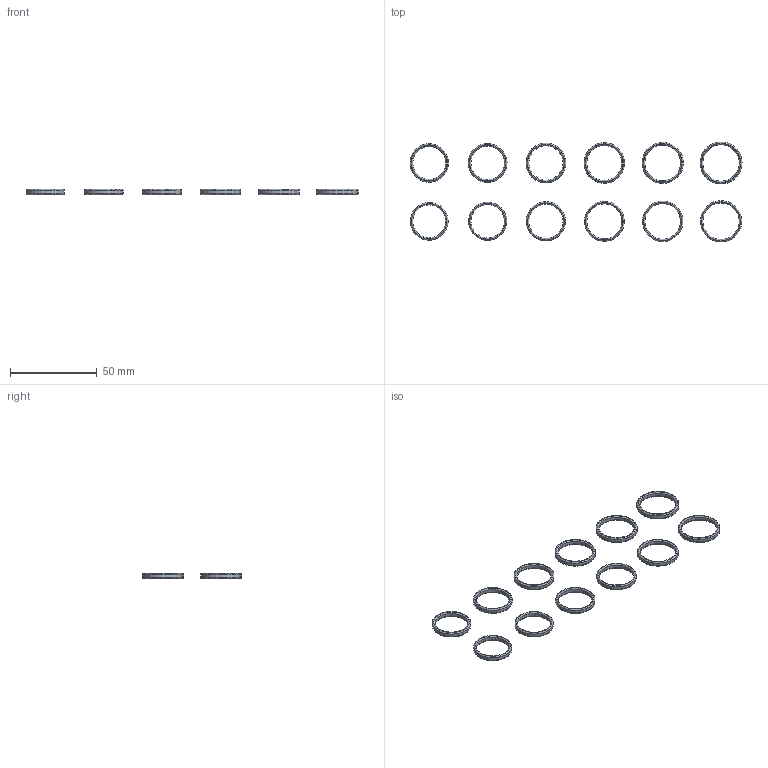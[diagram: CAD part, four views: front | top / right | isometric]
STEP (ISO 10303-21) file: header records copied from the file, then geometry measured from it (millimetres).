
FILE_DESCRIPTION(('Open CASCADE Model'),'2;1');
FILE_NAME('Open CASCADE Shape Model','2024-02-19T16:41:26',('Author'),( 'Open CASCADE'),'Open CASCADE STEP processor 7.7','Open CASCADE 7.7' ,'Unknown');
FILE_SCHEMA(('AUTOMOTIVE_DESIGN { 1 0 10303 214 1 1 1 1 }'));
Length unit declared in the file: millimetre
Products named in the file (13): Open CASCADE STEP translator 7.7 1; Open CASCADE STEP translator 7.7 1.1; Open CASCADE STEP translator 7.7 1.2; Open CASCADE STEP translator 7.7 1.3; Open CASCADE STEP translator 7.7 1.4; Open CASCADE STEP translator 7.7 1.5; Open CASCADE STEP translator 7.7 1.6; Open CASCADE STEP translator 7.7 1.7; Open CASCADE STEP translator 7.7 1.8; Open CASCADE STEP translator 7.7 1.9; Open CASCADE STEP translator 7.7 1.10; Open CASCADE STEP translator 7.7 1.11; Open CASCADE STEP translator 7.7 1.12
Assembly tree (12 placements, depth 2):
  Open CASCADE STEP translator 7.7 1
    Open CASCADE STEP translator 7.7 1.1
    Open CASCADE STEP translator 7.7 1.2
    Open CASCADE STEP translator 7.7 1.3
    Open CASCADE STEP translator 7.7 1.4
    Open CASCADE STEP translator 7.7 1.5
    Open CASCADE STEP translator 7.7 1.6
    Open CASCADE STEP translator 7.7 1.7
    Open CASCADE STEP translator 7.7 1.8
    Open CASCADE STEP translator 7.7 1.9
    Open CASCADE STEP translator 7.7 1.10
    Open CASCADE STEP translator 7.7 1.11
    Open CASCADE STEP translator 7.7 1.12
Bounding box: 191.7 x 57.7 x 3 mm (x, y, z)
Volume: 3350.7 mm3; surface area: 6383.6 mm2
Topology: 12 solids, 12 shells, 96 faces, 168 edges, 96 vertices
Faces by surface type: torus 48, cylinder 24, plane 24
Full cylindrical faces by diameter (mm): 19 x2, 19.25 x2, 19.8 x2, 20.2 x2, 20.6 x2, 21 x2, 21.8 x1, 22.05 x1, 22.2 x1, 22.45 x1, 22.6 x1, 23 x2, 23.4 x2, 23.8 x2, 24.2 x1
Entity records: 4672 total; most frequent: CARTESIAN_POINT 805, DIRECTION 770, ORIENTED_EDGE 336, PCURVE 336, DEFINITIONAL_REPRESENTATION 336, AXIS2_PLACEMENT_3D 253, LINE 216, VECTOR 216
